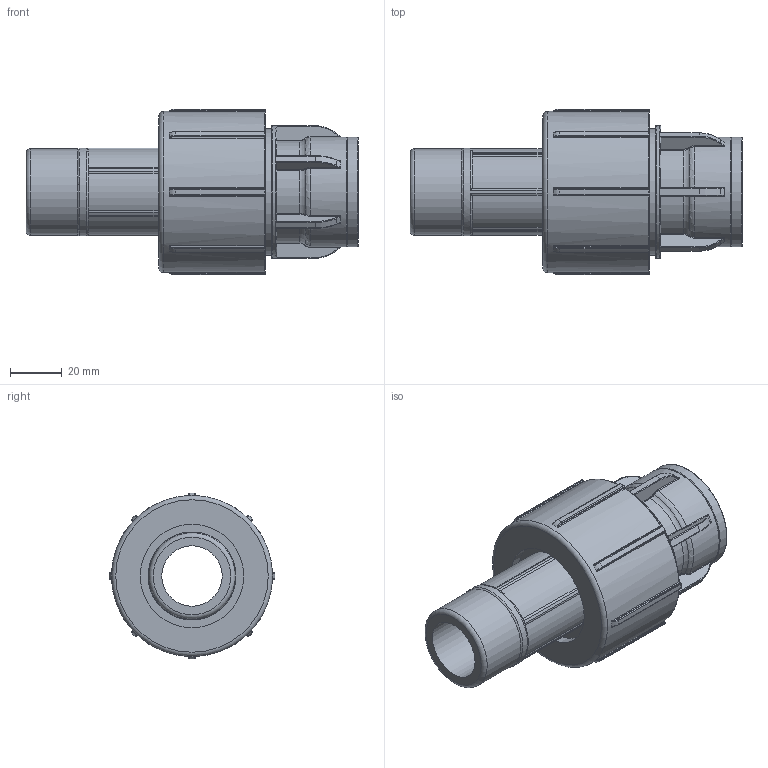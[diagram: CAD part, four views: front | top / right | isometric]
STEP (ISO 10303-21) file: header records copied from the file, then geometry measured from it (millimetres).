
FILE_DESCRIPTION(/* description */ ('PLASSON UNION MALE /FEMALE ADAPTOR 1"-1"'),/* implementation_level */ '2;1');
FILE_NAME(/* name */ '0703R60100100A.ipt.stp',/* time_stamp */ '2018-04-09T13:00:12+03:00',/* author */ ('KIM'),/* organization */ (''),/* preprocessor_version */ 'ST-DEVELOPER v15.6',/* originating_system */ 'Autodesk Inventor 2015',/* authorisation */ '');
FILE_SCHEMA (('AUTOMOTIVE_DESIGN { 1 0 10303 214 3 1 1 }'));
Length unit declared in the file: millimetre
Products named in the file (1): 0703R60100100A
Bounding box: 128 x 64 x 64 mm (x, y, z)
Volume: 159919.7 mm3; surface area: 36107.4 mm2
Topology: 1 solids, 1 shells, 381 faces, 912 edges, 534 vertices
Faces by surface type: cylinder 149, torus 76, plane 70, bspline 68, sphere 16, cone 2
Full cylindrical faces by diameter (mm): 23.274 x1, 30.291 x1, 33.249 x1, 33.914 x1, 39.899 x1, 42.407 x2, 48.64 x1, 51.2 x1, 62.08 x1
Entity records: 12648 total; most frequent: CARTESIAN_POINT 4125, DIRECTION 1816, ORIENTED_EDGE 1772, EDGE_CURVE 886, AXIS2_PLACEMENT_3D 782, VERTEX_POINT 529, CIRCLE 438, EDGE_LOOP 405
